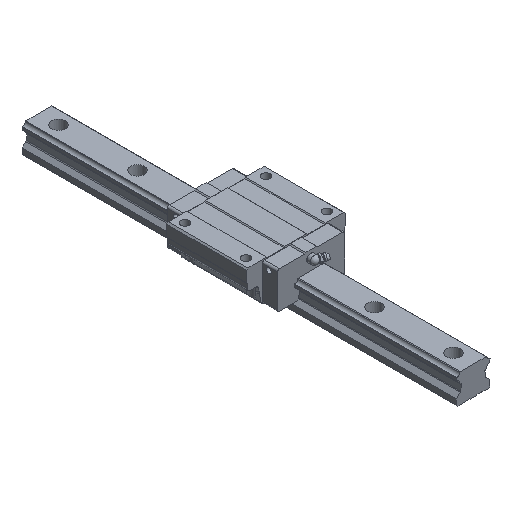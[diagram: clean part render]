
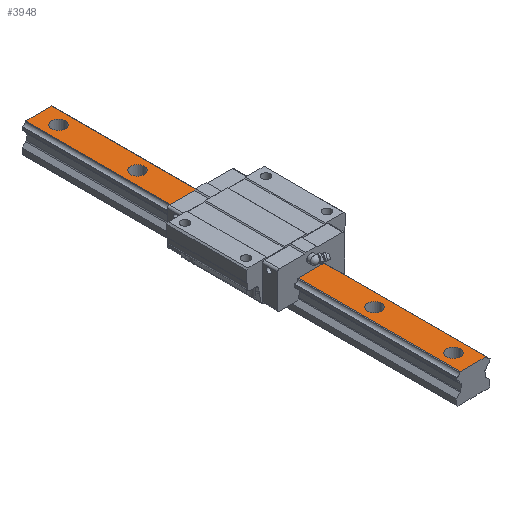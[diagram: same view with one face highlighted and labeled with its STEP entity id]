
A CAD part, isometric view. The second image highlights one B-rep face of the part: STEP entity #3948.
In plain terms, the highlighted planar face has unit normal (0, 0, 1).
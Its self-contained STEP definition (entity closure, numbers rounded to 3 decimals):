
#165=CIRCLE('',#5031,7.);
#172=CIRCLE('',#5048,7.);
#179=CIRCLE('',#5065,7.);
#186=CIRCLE('',#5082,7.);
#193=CIRCLE('',#5099,7.);
#195=CIRCLE('',#5106,7.);
#484=ORIENTED_EDGE('',*,*,#1530,.T.);
#485=ORIENTED_EDGE('',*,*,#1545,.T.);
#486=ORIENTED_EDGE('',*,*,#1560,.T.);
#487=ORIENTED_EDGE('',*,*,#1575,.T.);
#488=ORIENTED_EDGE('',*,*,#1590,.T.);
#489=ORIENTED_EDGE('',*,*,#1601,.T.);
#490=ORIENTED_EDGE('',*,*,#1602,.F.);
#491=ORIENTED_EDGE('',*,*,#1603,.F.);
#492=ORIENTED_EDGE('',*,*,#1604,.T.);
#493=ORIENTED_EDGE('',*,*,#1605,.T.);
#1530=EDGE_CURVE('',#2110,#2110,#165,.T.);
#1545=EDGE_CURVE('',#2121,#2121,#172,.T.);
#1560=EDGE_CURVE('',#2132,#2132,#179,.T.);
#1575=EDGE_CURVE('',#2143,#2143,#186,.T.);
#1590=EDGE_CURVE('',#2154,#2154,#193,.T.);
#1601=EDGE_CURVE('',#2163,#2163,#195,.T.);
#1602=EDGE_CURVE('',#2164,#2165,#2526,.T.);
#1603=EDGE_CURVE('',#2166,#2164,#2527,.T.);
#1604=EDGE_CURVE('',#2166,#2167,#2528,.T.);
#1605=EDGE_CURVE('',#2167,#2165,#2529,.T.);
#2110=VERTEX_POINT('',#6658);
#2121=VERTEX_POINT('',#6690);
#2132=VERTEX_POINT('',#6722);
#2143=VERTEX_POINT('',#6754);
#2154=VERTEX_POINT('',#6786);
#2163=VERTEX_POINT('',#6810);
#2164=VERTEX_POINT('',#6812);
#2165=VERTEX_POINT('',#6813);
#2166=VERTEX_POINT('',#6815);
#2167=VERTEX_POINT('',#6817);
#2526=LINE('',#6811,#2880);
#2527=LINE('',#6814,#2881);
#2528=LINE('',#6816,#2882);
#2529=LINE('',#6818,#2883);
#2880=VECTOR('',#5649,1000.);
#2881=VECTOR('',#5650,1000.);
#2882=VECTOR('',#5651,1000.);
#2883=VECTOR('',#5652,1000.);
#3254=EDGE_LOOP('',(#484));
#3255=EDGE_LOOP('',(#485));
#3256=EDGE_LOOP('',(#486));
#3257=EDGE_LOOP('',(#487));
#3258=EDGE_LOOP('',(#488));
#3259=EDGE_LOOP('',(#489));
#3260=EDGE_LOOP('',(#490,#491,#492,#493));
#3537=FACE_BOUND('',#3254,.T.);
#3538=FACE_BOUND('',#3255,.T.);
#3539=FACE_BOUND('',#3256,.T.);
#3540=FACE_BOUND('',#3257,.T.);
#3541=FACE_BOUND('',#3258,.T.);
#3542=FACE_BOUND('',#3259,.T.);
#3543=FACE_BOUND('',#3260,.T.);
#3795=PLANE('',#5105);
#3948=ADVANCED_FACE('',(#3537,#3538,#3539,#3540,#3541,#3542,#3543),#3795,
 .T.);
#5031=AXIS2_PLACEMENT_3D('',#6657,#5473,#5474);
#5048=AXIS2_PLACEMENT_3D('',#6689,#5511,#5512);
#5065=AXIS2_PLACEMENT_3D('',#6721,#5549,#5550);
#5082=AXIS2_PLACEMENT_3D('',#6753,#5587,#5588);
#5099=AXIS2_PLACEMENT_3D('',#6785,#5625,#5626);
#5105=AXIS2_PLACEMENT_3D('',#6808,#5645,#5646);
#5106=AXIS2_PLACEMENT_3D('',#6809,#5647,#5648);
#5473=DIRECTION('',(0.,0.,-1.));
#5474=DIRECTION('',(1.,0.,0.));
#5511=DIRECTION('',(0.,0.,-1.));
#5512=DIRECTION('',(1.,0.,0.));
#5549=DIRECTION('',(0.,0.,-1.));
#5550=DIRECTION('',(1.,0.,0.));
#5587=DIRECTION('',(0.,0.,-1.));
#5588=DIRECTION('',(1.,0.,0.));
#5625=DIRECTION('',(0.,0.,-1.));
#5626=DIRECTION('',(1.,0.,0.));
#5645=DIRECTION('',(0.,0.,1.));
#5646=DIRECTION('',(1.,0.,0.));
#5647=DIRECTION('',(0.,0.,-1.));
#5648=DIRECTION('',(1.,0.,0.));
#5649=DIRECTION('',(1.,0.,0.));
#5650=DIRECTION('',(0.,1.,0.));
#5651=DIRECTION('',(1.,0.,0.));
#5652=DIRECTION('',(0.,1.,0.));
#6657=CARTESIAN_POINT('',(0.,-200.,29.));
#6658=CARTESIAN_POINT('',(7.,-200.,29.));
#6689=CARTESIAN_POINT('',(0.,-120.,29.));
#6690=CARTESIAN_POINT('',(7.,-120.,29.));
#6721=CARTESIAN_POINT('',(0.,-40.,29.));
#6722=CARTESIAN_POINT('',(7.,-40.,29.));
#6753=CARTESIAN_POINT('',(0.,40.,29.));
#6754=CARTESIAN_POINT('',(7.,40.,29.));
#6785=CARTESIAN_POINT('',(0.,120.,29.));
#6786=CARTESIAN_POINT('',(7.,120.,29.));
#6808=CARTESIAN_POINT('',(13.1,-220.,29.));
#6809=CARTESIAN_POINT('',(0.,200.,29.));
#6810=CARTESIAN_POINT('',(7.,200.,29.));
#6811=CARTESIAN_POINT('',(13.1,220.,29.));
#6812=CARTESIAN_POINT('',(-13.1,220.,29.));
#6813=CARTESIAN_POINT('',(13.1,220.,29.));
#6814=CARTESIAN_POINT('',(-13.1,-220.,29.));
#6815=CARTESIAN_POINT('',(-13.1,-220.,29.));
#6816=CARTESIAN_POINT('',(13.1,-220.,29.));
#6817=CARTESIAN_POINT('',(13.1,-220.,29.));
#6818=CARTESIAN_POINT('',(13.1,-220.,29.));
